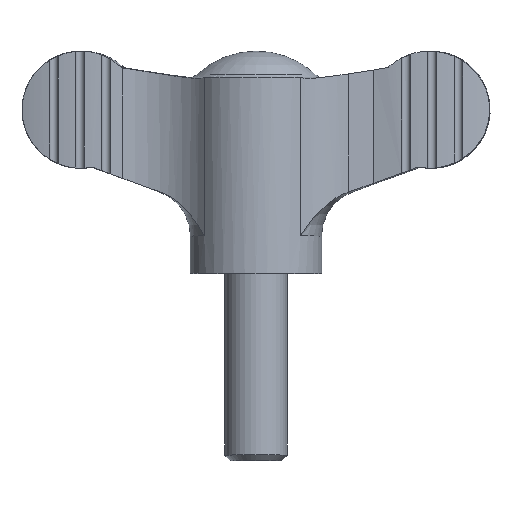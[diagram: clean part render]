
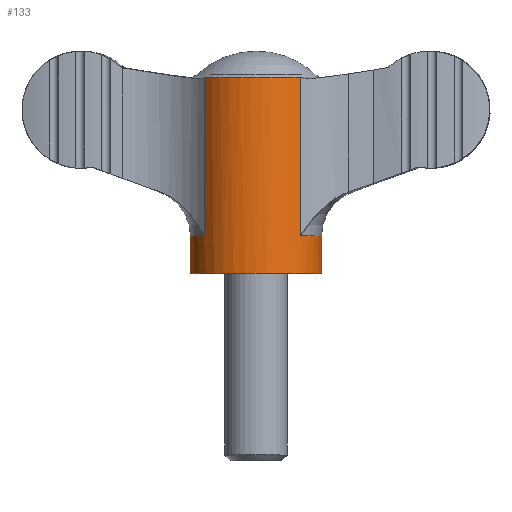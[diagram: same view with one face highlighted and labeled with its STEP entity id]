
A CAD part, top view. The second image highlights one B-rep face of the part: STEP entity #133.
In plain terms, the highlighted cylindrical face has radius 10.5 mm (diameter 21 mm), a full revolution.
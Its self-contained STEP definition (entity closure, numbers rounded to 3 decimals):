
#133 = ADVANCED_FACE( '', ( #284, #285 ), #286, .T. );
#284 = FACE_OUTER_BOUND( '', #450, .T. );
#285 = FACE_OUTER_BOUND( '', #451, .T. );
#286 = CYLINDRICAL_SURFACE( '', #452, 10.5 );
#450 = EDGE_LOOP( '', ( #777 ) );
#451 = EDGE_LOOP( '', ( #778, #779, #780, #781, #782, #783, #784, #785 ) );
#452 = AXIS2_PLACEMENT_3D( '', #786, #787, #788 );
#777 = ORIENTED_EDGE( '', *, *, #1061, .F. );
#778 = ORIENTED_EDGE( '', *, *, #1135, .T. );
#779 = ORIENTED_EDGE( '', *, *, #1000, .F. );
#780 = ORIENTED_EDGE( '', *, *, #1136, .F. );
#781 = ORIENTED_EDGE( '', *, *, #1119, .T. );
#782 = ORIENTED_EDGE( '', *, *, #1137, .T. );
#783 = ORIENTED_EDGE( '', *, *, #1095, .F. );
#784 = ORIENTED_EDGE( '', *, *, #1138, .F. );
#785 = ORIENTED_EDGE( '', *, *, #1086, .T. );
#786 = CARTESIAN_POINT( '', ( 0., 0., 0. ) );
#787 = DIRECTION( '', ( 0., 1., 0. ) );
#788 = DIRECTION( '', ( 0., 0., -1. ) );
#1000 = EDGE_CURVE( '', #1189, #1191, #1192, .T. );
#1061 = EDGE_CURVE( '', #1298, #1298, #1299, .T. );
#1086 = EDGE_CURVE( '', #1330, #1339, #1341, .T. );
#1095 = EDGE_CURVE( '', #1351, #1353, #1354, .T. );
#1119 = EDGE_CURVE( '', #1382, #1388, #1390, .T. );
#1135 = EDGE_CURVE( '', #1339, #1191, #1409, .T. );
#1136 = EDGE_CURVE( '', #1382, #1189, #1410, .T. );
#1137 = EDGE_CURVE( '', #1388, #1353, #1411, .T. );
#1138 = EDGE_CURVE( '', #1330, #1351, #1412, .T. );
#1189 = VERTEX_POINT( '', #1470 );
#1191 = VERTEX_POINT( '', #1477 );
#1192 = LINE( '', #1478, #1479 );
#1298 = VERTEX_POINT( '', #1869 );
#1299 = CIRCLE( '', #1870, 10.5 );
#1330 = VERTEX_POINT( '', #1957 );
#1339 = VERTEX_POINT( '', #1992 );
#1341 = LINE( '', #2009, #2010 );
#1351 = VERTEX_POINT( '', #2024 );
#1353 = VERTEX_POINT( '', #2031 );
#1354 = LINE( '', #2032, #2033 );
#1382 = VERTEX_POINT( '', #2153 );
#1388 = VERTEX_POINT( '', #2184 );
#1390 = LINE( '', #2201, #2202 );
#1409 = CIRCLE( '', #2293, 10.5 );
#1410 = CIRCLE( '', #2294, 10.5 );
#1411 = CIRCLE( '', #2295, 10.5 );
#1412 = CIRCLE( '', #2296, 10.5 );
#1470 = CARTESIAN_POINT( '', ( 7.109, 31.308, 7.728 ) );
#1477 = CARTESIAN_POINT( '', ( 7.109, 5.998, 7.728 ) );
#1478 = CARTESIAN_POINT( '', ( 7.109, 87.7, 7.728 ) );
#1479 = VECTOR( '', #2473, 1000. );
#1869 = CARTESIAN_POINT( '', ( 0., 0., -10.5 ) );
#1870 = AXIS2_PLACEMENT_3D( '', #2503, #2504, #2505 );
#1957 = CARTESIAN_POINT( '', ( 8.303, 31.308, -6.427 ) );
#1992 = CARTESIAN_POINT( '', ( 8.303, 5.998, -6.427 ) );
#2009 = CARTESIAN_POINT( '', ( 8.303, 87.7, -6.427 ) );
#2010 = VECTOR( '', #2515, 1000. );
#2024 = CARTESIAN_POINT( '', ( -7.109, 31.308, -7.728 ) );
#2031 = CARTESIAN_POINT( '', ( -7.109, 5.998, -7.728 ) );
#2032 = CARTESIAN_POINT( '', ( -7.109, 87.7, -7.728 ) );
#2033 = VECTOR( '', #2520, 1000. );
#2153 = CARTESIAN_POINT( '', ( -8.303, 31.308, 6.427 ) );
#2184 = CARTESIAN_POINT( '', ( -8.303, 5.998, 6.427 ) );
#2201 = CARTESIAN_POINT( '', ( -8.303, 87.7, 6.427 ) );
#2202 = VECTOR( '', #2525, 1000. );
#2293 = AXIS2_PLACEMENT_3D( '', #2527, #2528, #2529 );
#2294 = AXIS2_PLACEMENT_3D( '', #2530, #2531, #2532 );
#2295 = AXIS2_PLACEMENT_3D( '', #2533, #2534, #2535 );
#2296 = AXIS2_PLACEMENT_3D( '', #2536, #2537, #2538 );
#2473 = DIRECTION( '', ( 0., -1., 0. ) );
#2503 = CARTESIAN_POINT( '', ( 0., 0., 0. ) );
#2504 = DIRECTION( '', ( 0., -1., 0. ) );
#2505 = DIRECTION( '', ( 0., 0., -1. ) );
#2515 = DIRECTION( '', ( 0., -1., 0. ) );
#2520 = DIRECTION( '', ( 0., -1., 0. ) );
#2525 = DIRECTION( '', ( 0., -1., 0. ) );
#2527 = CARTESIAN_POINT( '', ( 0., 5.998, 0. ) );
#2528 = DIRECTION( '', ( 0., -1., 0. ) );
#2529 = DIRECTION( '', ( 0., 0., -1. ) );
#2530 = CARTESIAN_POINT( '', ( 0., 31.308, 0. ) );
#2531 = DIRECTION( '', ( 0., 1., 0. ) );
#2532 = DIRECTION( '', ( 0., 0., 1. ) );
#2533 = CARTESIAN_POINT( '', ( 0., 5.998, 0. ) );
#2534 = DIRECTION( '', ( 0., -1., 0. ) );
#2535 = DIRECTION( '', ( 0., 0., -1. ) );
#2536 = CARTESIAN_POINT( '', ( 0., 31.308, 0. ) );
#2537 = DIRECTION( '', ( 0., 1., 0. ) );
#2538 = DIRECTION( '', ( 0., 0., 1. ) );
